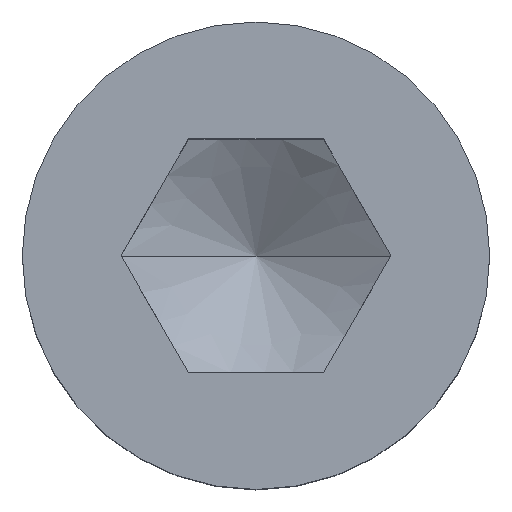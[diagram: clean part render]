
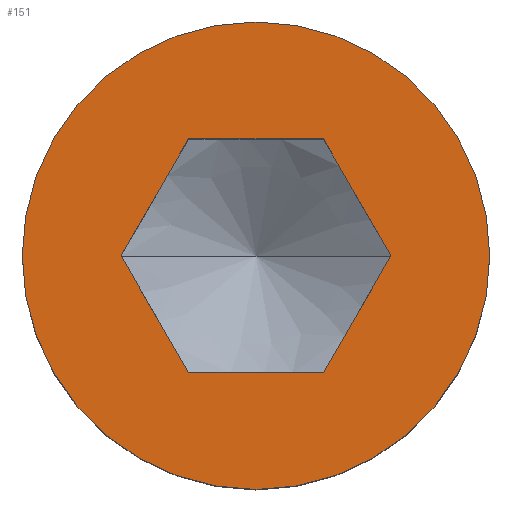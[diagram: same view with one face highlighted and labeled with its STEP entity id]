
A CAD part, top view. The second image highlights one B-rep face of the part: STEP entity #151.
In plain terms, the highlighted planar face has unit normal (0, 0, 1).
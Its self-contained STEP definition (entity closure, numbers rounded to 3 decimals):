
#139=VERTEX_POINT('',#351);
#151=ADVANCED_FACE('',(#363,#364),#365,.T.);
#169=VERTEX_POINT('',#385);
#175=EDGE_CURVE('',#317,#265,#391,.T.);
#187=EDGE_CURVE('',#309,#215,#405,.T.);
#201=EDGE_CURVE('',#215,#253,#420,.T.);
#213=VERTEX_POINT('',#434);
#215=VERTEX_POINT('',#436);
#221=EDGE_CURVE('',#265,#317,#444,.T.);
#253=VERTEX_POINT('',#479);
#255=EDGE_CURVE('',#253,#169,#481,.T.);
#259=EDGE_CURVE('',#169,#213,#485,.T.);
#265=VERTEX_POINT('',#491);
#307=EDGE_CURVE('',#213,#139,#541,.T.);
#309=VERTEX_POINT('',#543);
#311=EDGE_CURVE('',#139,#309,#545,.T.);
#317=VERTEX_POINT('',#551);
#351=CARTESIAN_POINT('',(-4.907,-8.5,20.));
#363=FACE_OUTER_BOUND('',#598,.T.);
#364=FACE_BOUND('',#599,.T.);
#365=PLANE('',#600);
#385=CARTESIAN_POINT('',(9.815,0.0,20.));
#391=CIRCLE('',#631,17.0);
#405=LINE('',#656,#657);
#420=LINE('',#680,#681);
#434=CARTESIAN_POINT('',(4.907,-8.5,20.));
#436=CARTESIAN_POINT('',(-4.907,8.5,20.));
#444=CIRCLE('',#718,17.0);
#479=CARTESIAN_POINT('',(4.907,8.5,20.));
#481=LINE('',#791,#792);
#485=LINE('',#799,#800);
#491=CARTESIAN_POINT('',(-17.0,0.0,20.));
#541=LINE('',#882,#883);
#543=CARTESIAN_POINT('',(-9.815,0.0,20.));
#545=LINE('',#888,#889);
#551=CARTESIAN_POINT('',(17.0,0.,20.));
#598=EDGE_LOOP('',(#923,#924));
#599=EDGE_LOOP('',(#925,#926,#927,#928,#929,#930));
#600=AXIS2_PLACEMENT_3D('',#931,#932,#933);
#631=AXIS2_PLACEMENT_3D('',#957,#958,#959);
#656=CARTESIAN_POINT('',(-6.134,6.375,20.));
#657=VECTOR('',#980,1.0);
#680=CARTESIAN_POINT('',(2.454,8.5,20.));
#681=VECTOR('',#1000,1.0);
#718=AXIS2_PLACEMENT_3D('',#1036,#1037,#1038);
#791=CARTESIAN_POINT('',(8.588,2.125,20.));
#792=VECTOR('',#1066,1.0);
#799=CARTESIAN_POINT('',(6.134,-6.375,20.));
#800=VECTOR('',#1068,1.0);
#882=CARTESIAN_POINT('',(-2.454,-8.5,20.));
#883=VECTOR('',#1136,1.0);
#888=CARTESIAN_POINT('',(-8.588,-2.125,20.));
#889=VECTOR('',#1137,1.0);
#923=ORIENTED_EDGE('',*,*,#221,.T.);
#924=ORIENTED_EDGE('',*,*,#175,.T.);
#925=ORIENTED_EDGE('',*,*,#311,.T.);
#926=ORIENTED_EDGE('',*,*,#187,.T.);
#927=ORIENTED_EDGE('',*,*,#201,.T.);
#928=ORIENTED_EDGE('',*,*,#255,.T.);
#929=ORIENTED_EDGE('',*,*,#259,.T.);
#930=ORIENTED_EDGE('',*,*,#307,.T.);
#931=CARTESIAN_POINT('',(-12.409,0.,20.0));
#932=DIRECTION('',(0.0,0.0,1.0));
#933=DIRECTION('',(-1.0,0.,0.0));
#957=CARTESIAN_POINT('',(0.0,0.0,20.));
#958=DIRECTION('',(0.0,0.0,1.0));
#959=DIRECTION('',(1.0,0.0,0.0));
#980=DIRECTION('',(0.5,0.866,0.0));
#1000=DIRECTION('',(1.0,0.0,0.0));
#1036=CARTESIAN_POINT('',(0.0,0.0,20.));
#1037=DIRECTION('',(0.0,0.0,1.0));
#1038=DIRECTION('',(1.0,0.0,0.0));
#1066=DIRECTION('',(0.5,-0.866,0.0));
#1068=DIRECTION('',(-0.5,-0.866,0.0));
#1136=DIRECTION('',(-1.0,0.0,0.0));
#1137=DIRECTION('',(-0.5,0.866,0.0));
